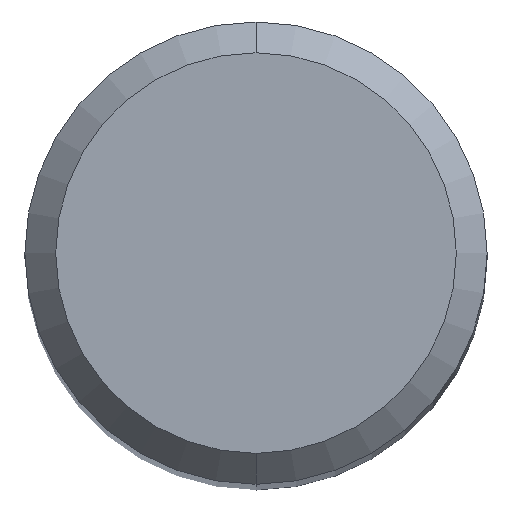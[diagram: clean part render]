
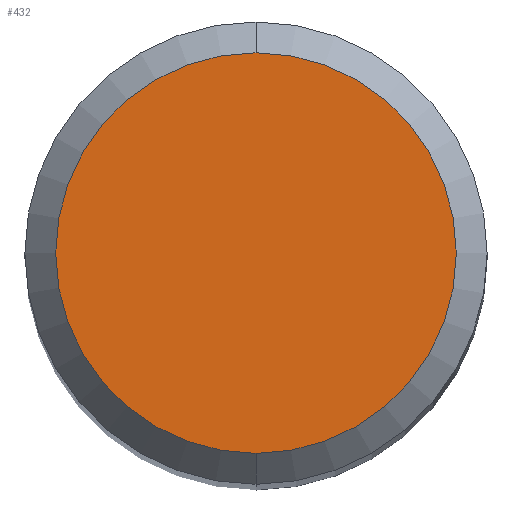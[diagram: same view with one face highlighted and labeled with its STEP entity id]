
A CAD part, top view. The second image highlights one B-rep face of the part: STEP entity #432.
In plain terms, the highlighted planar face has unit normal (0, 0, 1).
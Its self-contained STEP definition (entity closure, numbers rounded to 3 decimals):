
#190=VERTEX_POINT('',#485);
#330=VERTEX_POINT('',#640);
#430=EDGE_CURVE('',#330,#190,#749,.T.);
#432=ADVANCED_FACE('',(#751),#752,.T.);
#434=EDGE_CURVE('',#190,#330,#754,.T.);
#485=CARTESIAN_POINT('',(0.,-2.6,0.0));
#640=CARTESIAN_POINT('',(0.0,2.6,0.0));
#749=CIRCLE('',#1366,2.6);
#751=FACE_OUTER_BOUND('',#1368,.T.);
#752=PLANE('',#1369);
#754=CIRCLE('',#1372,2.6);
#1366=AXIS2_PLACEMENT_3D('',#1696,#1697,#1698);
#1368=EDGE_LOOP('',(#1700,#1701));
#1369=AXIS2_PLACEMENT_3D('',#1702,#1703,#1704);
#1372=AXIS2_PLACEMENT_3D('',#1705,#1706,#1707);
#1696=CARTESIAN_POINT('',(0.0,0.0,0.0));
#1697=DIRECTION('',(0.0,0.0,-1.0));
#1698=DIRECTION('',(0.0,1.0,0.0));
#1700=ORIENTED_EDGE('',*,*,#430,.F.);
#1701=ORIENTED_EDGE('',*,*,#434,.F.);
#1702=CARTESIAN_POINT('',(0.0,1.3,0.0));
#1703=DIRECTION('',(-0.0,0.0,1.0));
#1704=DIRECTION('',(0.0,-1.0,0.0));
#1705=CARTESIAN_POINT('',(0.0,0.0,0.0));
#1706=DIRECTION('',(0.0,0.0,-1.0));
#1707=DIRECTION('',(0.0,1.0,0.0));
